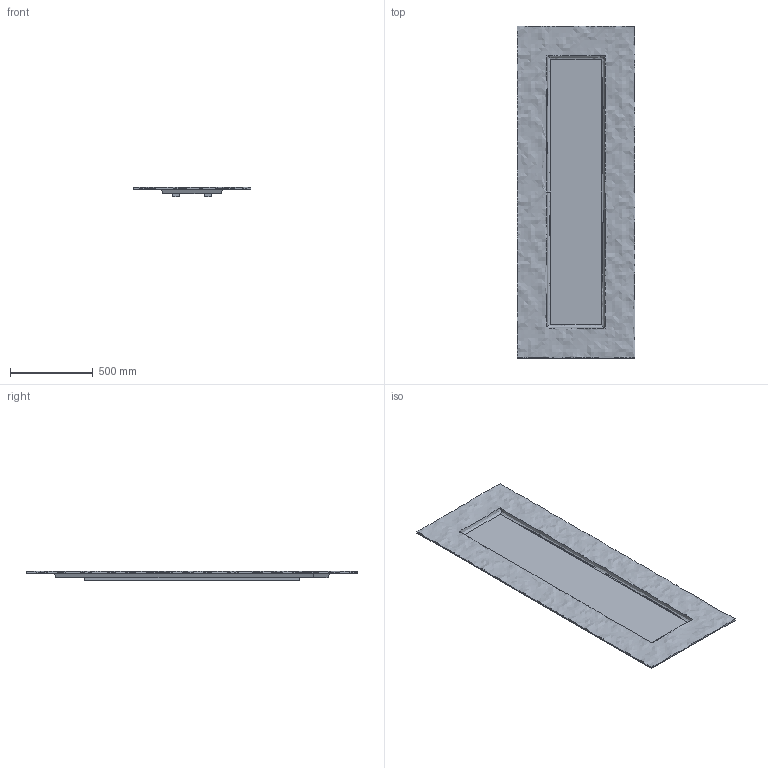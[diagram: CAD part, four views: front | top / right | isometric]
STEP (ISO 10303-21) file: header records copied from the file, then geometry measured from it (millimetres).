
FILE_DESCRIPTION(/* description */ (''),/* implementation_level */ '2;1');
FILE_NAME(/* name */ '204 - Venus rectangular 200x71',/* time_stamp */ '2010-12-01T15:54:29+01:00',/* author */ (''),/* organization */ (''),/* preprocessor_version */ 'ST-DEVELOPER v10',/* originating_system */ '',/* authorisation */ '');
FILE_SCHEMA (('CONFIG_CONTROL_DESIGN'));
Length unit declared in the file: centimetre
Products named in the file (1): 1
Bounding box: 710 x 2000 x 59.45 mm (x, y, z)
Volume: 17522617.9 mm3; surface area: 4347052.8 mm2
Topology: 4 solids, 4 shells, 44 faces, 106 edges, 72 vertices
Faces by surface type: plane 25, bspline 19
Entity records: 19214 total; most frequent: CARTESIAN_POINT 18398, ORIENTED_EDGE 212, EDGE_CURVE 106, B_SPLINE_CURVE_WITH_KNOTS 90, VERTEX_POINT 72, EDGE_LOOP 54, ADVANCED_FACE 44, FACE_OUTER_BOUND 44
